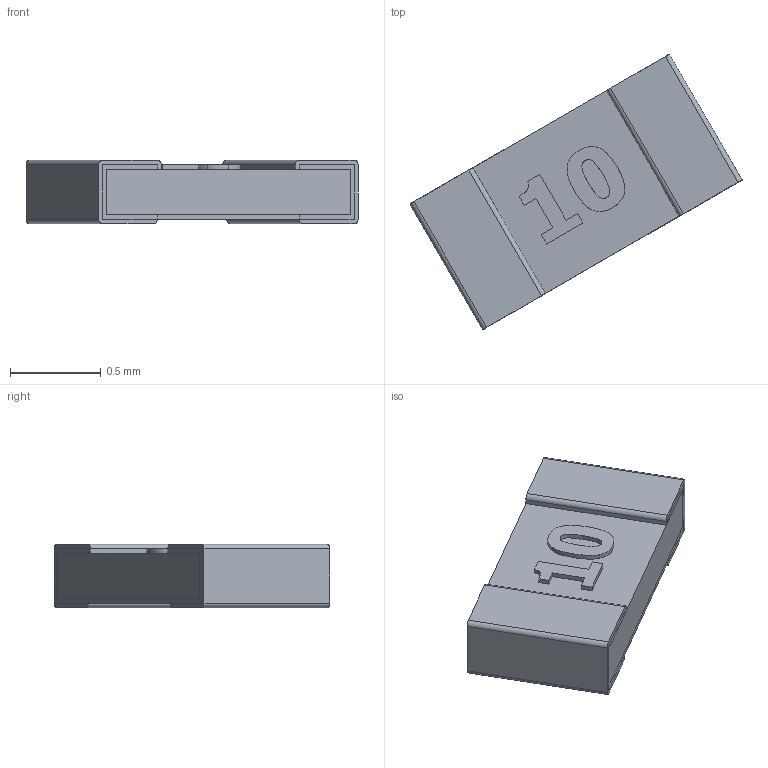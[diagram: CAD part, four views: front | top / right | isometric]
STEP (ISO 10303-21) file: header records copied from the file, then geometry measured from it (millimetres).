
FILE_DESCRIPTION(/* description */ (''),/* implementation_level */ '2;1');
FILE_NAME(/* name */ 'CFM12-Marking-10[2021.07.13].stp',/* time_stamp */ '2021-07-13T13:13:19+08:00',/* author */ ('felix.chen'),/* organization */ (''),/* preprocessor_version */ 'ST-DEVELOPER v18.1',/* originating_system */ 'Autodesk Inventor 2021',/* authorisation */ '');
FILE_SCHEMA (('AUTOMOTIVE_DESIGN { 1 0 10303 214 3 1 1 }'));
Length unit declared in the file: millimetre
Products named in the file (1): CFM12-Marking-10[2021.07.13]
Bounding box: 1.83 x 1.52 x 0.35 mm (x, y, z)
Volume: 0.4 mm3; surface area: 15 mm2
Topology: 10 solids, 10 shells, 142 faces, 366 edges, 244 vertices
Faces by surface type: plane 120, bspline 14, cylinder 8
Entity records: 4429 total; most frequent: CARTESIAN_POINT 935, ORIENTED_EDGE 732, DIRECTION 612, EDGE_CURVE 366, LINE 322, VECTOR 322, VERTEX_POINT 244, AXIS2_PLACEMENT_3D 145
